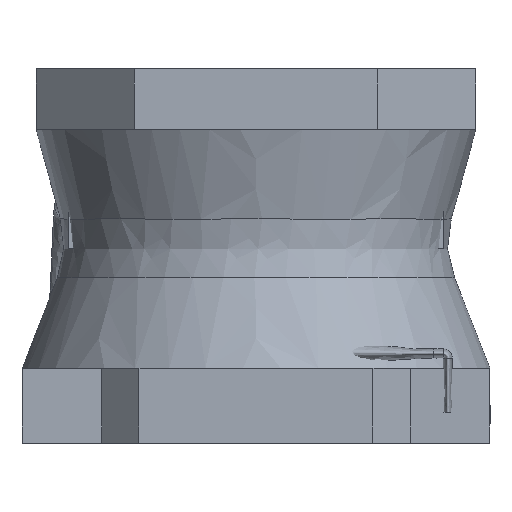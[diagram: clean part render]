
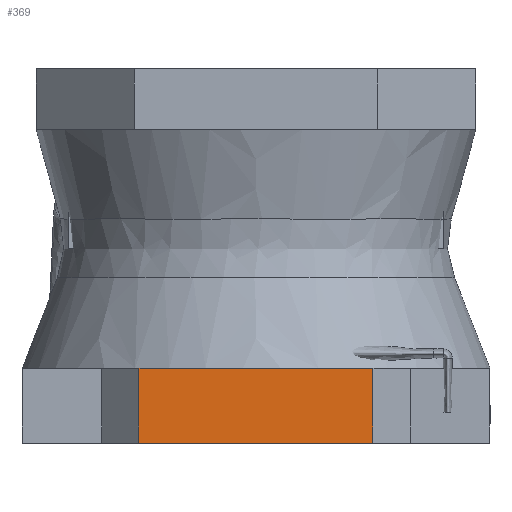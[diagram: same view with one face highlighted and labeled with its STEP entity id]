
A CAD part, left-side view. The second image highlights one B-rep face of the part: STEP entity #369.
In plain terms, the highlighted planar face has unit normal (-1, 0, 0).
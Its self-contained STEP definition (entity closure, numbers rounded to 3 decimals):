
#369 = ADVANCED_FACE( '', ( #798 ), #799, .T. );
#798 = FACE_OUTER_BOUND( '', #2361, .T. );
#799 = PLANE( '', #2362 );
#2361 = EDGE_LOOP( '', ( #3723, #3724, #3725, #3726 ) );
#2362 = AXIS2_PLACEMENT_3D( '', #3727, #3728, #3729 );
#3723 = ORIENTED_EDGE( '', *, *, #4591, .F. );
#3724 = ORIENTED_EDGE( '', *, *, #4769, .F. );
#3725 = ORIENTED_EDGE( '', *, *, #4571, .T. );
#3726 = ORIENTED_EDGE( '', *, *, #4495, .T. );
#3727 = CARTESIAN_POINT( '', ( -2.5, 0., -2.075 ) );
#3728 = DIRECTION( '', ( -1., 0., 0. ) );
#3729 = DIRECTION( '', ( 0., 0., 1. ) );
#4495 = EDGE_CURVE( '', #5075, #5079, #5081, .T. );
#4571 = EDGE_CURVE( '', #5209, #5075, #5210, .T. );
#4591 = EDGE_CURVE( '', #5241, #5079, #5243, .T. );
#4769 = EDGE_CURVE( '', #5209, #5241, #5499, .T. );
#5075 = VERTEX_POINT( '', #6318 );
#5079 = VERTEX_POINT( '', #6324 );
#5081 = LINE( '', #6327, #6328 );
#5209 = VERTEX_POINT( '', #6595 );
#5210 = LINE( '', #6596, #6597 );
#5241 = VERTEX_POINT( '', #6644 );
#5243 = LINE( '', #6647, #6648 );
#5499 = LINE( '', #7507, #7508 );
#6318 = CARTESIAN_POINT( '', ( -2.5, -1.25, -2.075 ) );
#6324 = CARTESIAN_POINT( '', ( -2.5, -1.25, -1.275 ) );
#6327 = CARTESIAN_POINT( '', ( -2.5, -1.25, -2.075 ) );
#6328 = VECTOR( '', #7950, 1000. );
#6595 = CARTESIAN_POINT( '', ( -2.5, 1.25, -2.075 ) );
#6596 = CARTESIAN_POINT( '', ( -2.5, 0., -2.075 ) );
#6597 = VECTOR( '', #7997, 1000. );
#6644 = CARTESIAN_POINT( '', ( -2.5, 1.25, -1.275 ) );
#6647 = CARTESIAN_POINT( '', ( -2.5, 0., -1.275 ) );
#6648 = VECTOR( '', #8006, 1000. );
#7507 = CARTESIAN_POINT( '', ( -2.5, 1.25, -2.075 ) );
#7508 = VECTOR( '', #8118, 1000. );
#7950 = DIRECTION( '', ( 0., 0., 1. ) );
#7997 = DIRECTION( '', ( 0., -1., 0. ) );
#8006 = DIRECTION( '', ( 0., -1., 0. ) );
#8118 = DIRECTION( '', ( 0., 0., 1. ) );
